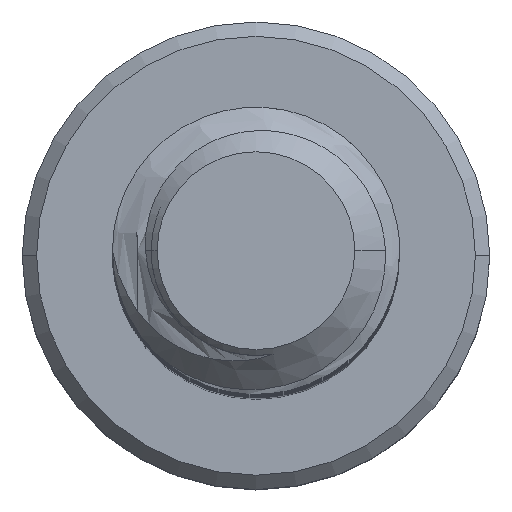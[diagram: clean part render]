
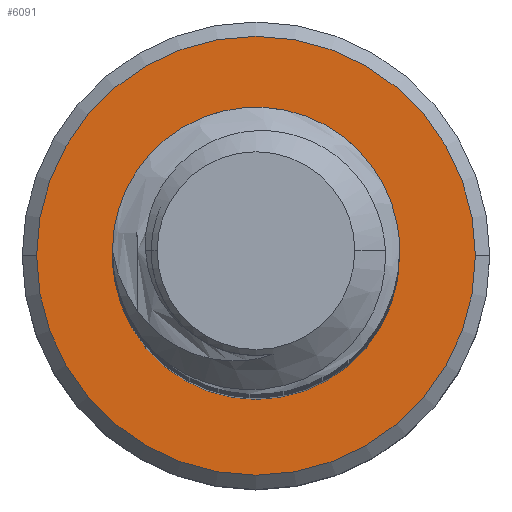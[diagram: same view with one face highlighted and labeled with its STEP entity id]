
A CAD part, top view. The second image highlights one B-rep face of the part: STEP entity #6091.
In plain terms, the highlighted planar face has unit normal (0, 0, 1).
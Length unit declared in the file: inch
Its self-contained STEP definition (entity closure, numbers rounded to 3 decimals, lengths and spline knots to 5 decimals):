
#23 = CARTESIAN_POINT ( 'NONE',  ( 0., 0., -0.875 ) ) ;
#85 = AXIS2_PLACEMENT_3D ( 'NONE', #4850, #8747, #5519 ) ;
#946 = DIRECTION ( 'NONE',  ( -1., 0., 0. ) ) ;
#1186 = CARTESIAN_POINT ( 'NONE',  ( 0.043, 0., -0.875 ) ) ;
#1385 = ORIENTED_EDGE ( 'NONE', *, *, #5289, .T. ) ;
#1472 = FACE_BOUND ( 'NONE', #6000, .T. ) ;
#2059 = AXIS2_PLACEMENT_3D ( 'NONE', #7547, #3746, #8040 ) ;
#2246 = AXIS2_PLACEMENT_3D ( 'NONE', #7794, #4108, #8280 ) ;
#2251 = DIRECTION ( 'NONE',  ( -1., 0., 0. ) ) ;
#2848 = AXIS2_PLACEMENT_3D ( 'NONE', #23, #6605, #2251 ) ;
#2971 = CIRCLE ( 'NONE', #7870, 0.0657 ) ;
#3231 = ORIENTED_EDGE ( 'NONE', *, *, #5532, .F. ) ;
#3728 = VERTEX_POINT ( 'NONE', #1186 ) ;
#3746 = DIRECTION ( 'NONE',  ( 0., 0., 1. ) ) ;
#3758 = EDGE_LOOP ( 'NONE', ( #7177, #1385 ) ) ;
#3851 = CIRCLE ( 'NONE', #2246, 0.043 ) ;
#4108 = DIRECTION ( 'NONE',  ( 0., 0., 1. ) ) ;
#4588 = ORIENTED_EDGE ( 'NONE', *, *, #7848, .F. ) ;
#4651 = VERTEX_POINT ( 'NONE', #7493 ) ;
#4683 = VERTEX_POINT ( 'NONE', #7356 ) ;
#4850 = CARTESIAN_POINT ( 'NONE',  ( 0., 0., -0.875 ) ) ;
#5289 = EDGE_CURVE ( 'NONE', #4651, #4683, #7131, .T. ) ;
#5374 = PLANE ( 'NONE',  #2848 ) ;
#5519 = DIRECTION ( 'NONE',  ( -1., 0., 0. ) ) ;
#5532 = EDGE_CURVE ( 'NONE', #9042, #3728, #6213, .T. ) ;
#5846 = DIRECTION ( 'NONE',  ( 0., 0., 1. ) ) ;
#6000 = EDGE_LOOP ( 'NONE', ( #4588, #3231 ) ) ;
#6091 = ADVANCED_FACE ( 'NONE', ( #8292, #1472 ), #5374, .F. ) ;
#6213 = CIRCLE ( 'NONE', #2059, 0.043 ) ;
#6605 = DIRECTION ( 'NONE',  ( 0., 0., -1. ) ) ;
#6684 = EDGE_CURVE ( 'NONE', #4683, #4651, #2971, .T. ) ;
#7131 = CIRCLE ( 'NONE', #85, 0.0657 ) ;
#7177 = ORIENTED_EDGE ( 'NONE', *, *, #6684, .T. ) ;
#7356 = CARTESIAN_POINT ( 'NONE',  ( -0.0657, 0., -0.875 ) ) ;
#7493 = CARTESIAN_POINT ( 'NONE',  ( 0.0657, 0., -0.875 ) ) ;
#7546 = CARTESIAN_POINT ( 'NONE',  ( -0.043, 0., -0.875 ) ) ;
#7547 = CARTESIAN_POINT ( 'NONE',  ( 0., 0., -0.875 ) ) ;
#7794 = CARTESIAN_POINT ( 'NONE',  ( 0., 0., -0.875 ) ) ;
#7848 = EDGE_CURVE ( 'NONE', #3728, #9042, #3851, .T. ) ;
#7870 = AXIS2_PLACEMENT_3D ( 'NONE', #8959, #5846, #946 ) ;
#8040 = DIRECTION ( 'NONE',  ( -1., 0., 0. ) ) ;
#8280 = DIRECTION ( 'NONE',  ( -1., 0., 0. ) ) ;
#8292 = FACE_OUTER_BOUND ( 'NONE', #3758, .T. ) ;
#8747 = DIRECTION ( 'NONE',  ( 0., 0., 1. ) ) ;
#8959 = CARTESIAN_POINT ( 'NONE',  ( 0., 0., -0.875 ) ) ;
#9042 = VERTEX_POINT ( 'NONE', #7546 ) ;
